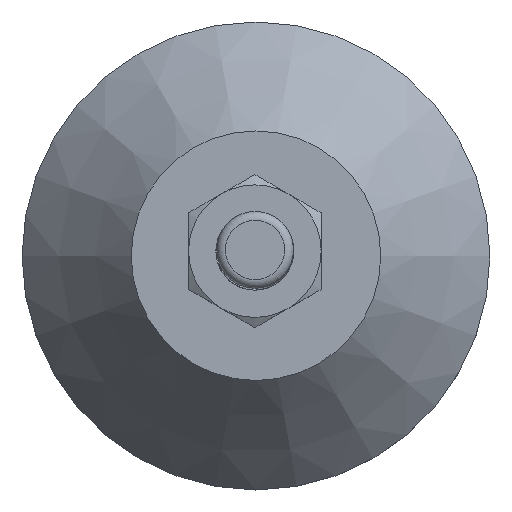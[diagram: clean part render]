
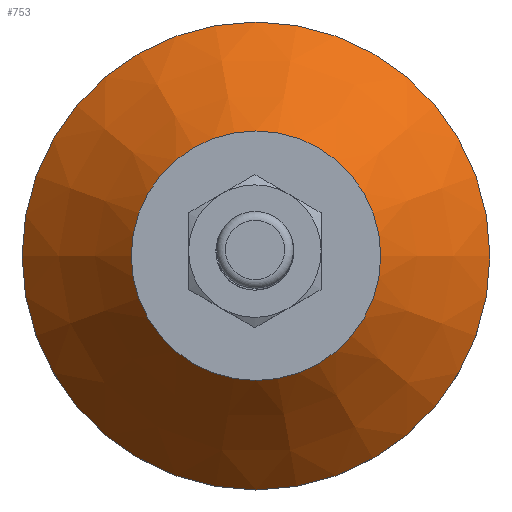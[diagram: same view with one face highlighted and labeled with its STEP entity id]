
A CAD part, top view. The second image highlights one B-rep face of the part: STEP entity #753.
In plain terms, the highlighted conical face has half-angle 40 degrees and reference radius 23 mm.
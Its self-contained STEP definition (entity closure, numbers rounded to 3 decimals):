
#127=FACE_OUTER_BOUND('',#183,.T.);
#183=EDGE_LOOP('',(#646,#647,#648,#649));
#223=CIRCLE('',#844,16.);
#224=CIRCLE('',#845,30.);
#276=LINE('',#2870,#300);
#300=VECTOR('',#1007,23.);
#358=VERTEX_POINT('',#2867);
#359=VERTEX_POINT('',#2869);
#456=EDGE_CURVE('',#358,#358,#223,.T.);
#457=EDGE_CURVE('',#358,#359,#276,.T.);
#458=EDGE_CURVE('',#359,#359,#224,.T.);
#646=ORIENTED_EDGE('',*,*,#456,.T.);
#647=ORIENTED_EDGE('',*,*,#457,.T.);
#648=ORIENTED_EDGE('',*,*,#458,.T.);
#649=ORIENTED_EDGE('',*,*,#457,.F.);
#714=CONICAL_SURFACE('',#843,23.,0.698);
#753=ADVANCED_FACE('',(#127),#714,.T.);
#843=AXIS2_PLACEMENT_3D('',#2866,#1003,#1004);
#844=AXIS2_PLACEMENT_3D('',#2868,#1005,#1006);
#845=AXIS2_PLACEMENT_3D('',#2871,#1008,#1009);
#1003=DIRECTION('center_axis',(0.,0.,-1.));
#1004=DIRECTION('ref_axis',(1.,0.,0.));
#1005=DIRECTION('center_axis',(0.,0.,-1.));
#1006=DIRECTION('ref_axis',(1.,0.,0.));
#1007=DIRECTION('',(-0.643,0.,-0.766));
#1008=DIRECTION('center_axis',(0.,0.,1.));
#1009=DIRECTION('ref_axis',(1.,0.,0.));
#2866=CARTESIAN_POINT('Origin',(-21.542,-30.,-9.726));
#2867=CARTESIAN_POINT('',(-37.542,-30.,-1.384));
#2868=CARTESIAN_POINT('Origin',(-21.542,-30.,-1.384));
#2869=CARTESIAN_POINT('',(-51.542,-30.,-18.068));
#2870=CARTESIAN_POINT('',(-44.542,-30.,-9.726));
#2871=CARTESIAN_POINT('Origin',(-21.542,-30.,-18.068));
